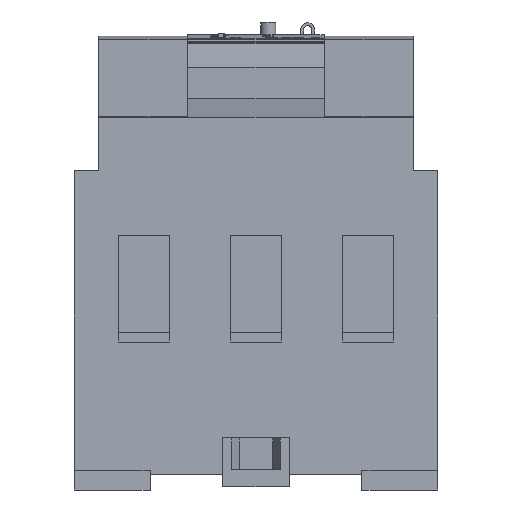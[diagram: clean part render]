
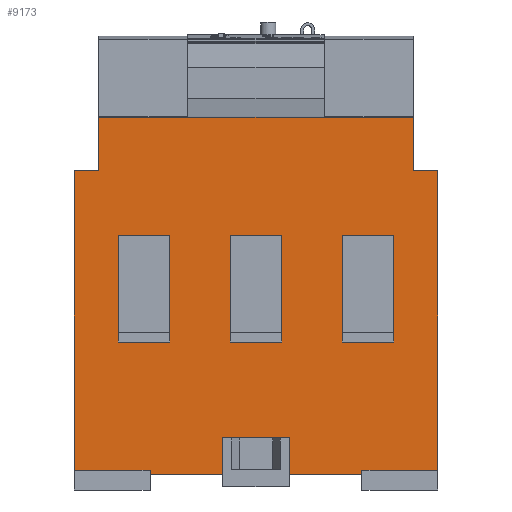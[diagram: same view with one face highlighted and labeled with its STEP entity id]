
A CAD part, front view. The second image highlights one B-rep face of the part: STEP entity #9173.
In plain terms, the highlighted planar face has unit normal (0, -1, 0).
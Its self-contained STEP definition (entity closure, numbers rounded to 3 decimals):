
#9173=ADVANCED_FACE('',(#24626,#24627,#24628,#24629),#24630,.F.);
#17221=VERTEX_POINT('',#32952);
#17223=VERTEX_POINT('',#32954);
#17225=EDGE_CURVE('',#17221,#17223,#32956,.T.);
#17253=VERTEX_POINT('',#32984);
#17255=EDGE_CURVE('',#17253,#17221,#32986,.T.);
#17305=VERTEX_POINT('',#33036);
#17307=EDGE_CURVE('',#17223,#17305,#33038,.T.);
#17319=VERTEX_POINT('',#33050);
#17321=EDGE_CURVE('',#17253,#17319,#33052,.T.);
#17507=VERTEX_POINT('',#33238);
#17511=EDGE_CURVE('',#17507,#17305,#33242,.T.);
#17781=VERTEX_POINT('',#33512);
#17785=VERTEX_POINT('',#33516);
#17787=EDGE_CURVE('',#17781,#17785,#33518,.T.);
#17861=VERTEX_POINT('',#33592);
#17865=VERTEX_POINT('',#33596);
#17867=EDGE_CURVE('',#17861,#17865,#33598,.T.);
#17929=VERTEX_POINT('',#33660);
#17931=EDGE_CURVE('',#17929,#17319,#33662,.T.);
#18393=VERTEX_POINT('',#34124);
#18395=VERTEX_POINT('',#34126);
#18397=EDGE_CURVE('',#18393,#18395,#34128,.T.);
#18427=VERTEX_POINT('',#34158);
#18429=EDGE_CURVE('',#18427,#18393,#34160,.T.);
#18563=VERTEX_POINT('',#34294);
#18565=EDGE_CURVE('',#18395,#18563,#34296,.T.);
#18607=EDGE_CURVE('',#18563,#18427,#34338,.T.);
#18679=VERTEX_POINT('',#34410);
#18681=VERTEX_POINT('',#34412);
#18683=EDGE_CURVE('',#18679,#18681,#34414,.T.);
#18713=VERTEX_POINT('',#34444);
#18715=EDGE_CURVE('',#18713,#18679,#34446,.T.);
#18849=VERTEX_POINT('',#34580);
#18851=EDGE_CURVE('',#18681,#18849,#34582,.T.);
#18893=EDGE_CURVE('',#18849,#18713,#34624,.T.);
#18965=VERTEX_POINT('',#34696);
#18967=VERTEX_POINT('',#34698);
#18969=EDGE_CURVE('',#18965,#18967,#34700,.T.);
#18999=VERTEX_POINT('',#34730);
#19001=EDGE_CURVE('',#18999,#18965,#34732,.T.);
#19135=VERTEX_POINT('',#34866);
#19137=EDGE_CURVE('',#18967,#19135,#34868,.T.);
#19179=EDGE_CURVE('',#19135,#18999,#34910,.T.);
#19317=VERTEX_POINT('',#35048);
#19321=EDGE_CURVE('',#17507,#19317,#35052,.T.);
#19327=EDGE_CURVE('',#19317,#17785,#35058,.T.);
#19333=VERTEX_POINT('',#35064);
#19335=EDGE_CURVE('',#19333,#17781,#35066,.T.);
#19337=VERTEX_POINT('',#35068);
#19339=EDGE_CURVE('',#19337,#19333,#35070,.T.);
#19341=VERTEX_POINT('',#35072);
#19343=EDGE_CURVE('',#19341,#19337,#35074,.T.);
#19345=VERTEX_POINT('',#35076);
#19347=EDGE_CURVE('',#19345,#19341,#35078,.T.);
#19349=EDGE_CURVE('',#17865,#19345,#35080,.T.);
#19351=EDGE_CURVE('',#17861,#17929,#35082,.T.);
#24626=FACE_OUTER_BOUND('',#40347,.T.);
#24627=FACE_BOUND('',#40348,.T.);
#24628=FACE_BOUND('',#40349,.T.);
#24629=FACE_BOUND('',#40350,.T.);
#24630=PLANE('',#40351);
#32952=CARTESIAN_POINT('',(49.001,26.0,17.2));
#32954=CARTESIAN_POINT('',(71.001,26.0,17.2));
#32956=LINE('',#53117,#53118);
#32984=CARTESIAN_POINT('',(49.001,26.0,5.0));
#32986=LINE('',#53163,#53164);
#33036=CARTESIAN_POINT('',(71.001,26.0,5.0));
#33038=LINE('',#53247,#53248);
#33050=CARTESIAN_POINT('',(25.001,26.0,5.0));
#33052=LINE('',#53271,#53272);
#33238=CARTESIAN_POINT('',(95.001,26.0,5.0));
#33242=LINE('',#53557,#53558);
#33512=CARTESIAN_POINT('',(120.001,26.0,105.5));
#33516=CARTESIAN_POINT('',(120.001,26.0,6.5));
#33518=LINE('',#53985,#53986);
#33592=CARTESIAN_POINT('',(0.001,26.0,6.5));
#33596=CARTESIAN_POINT('',(0.001,26.0,105.5));
#33598=LINE('',#54105,#54106);
#33660=CARTESIAN_POINT('',(25.001,26.0,6.5));
#33662=LINE('',#54203,#54204);
#34124=CARTESIAN_POINT('',(88.501,26.0,81.1));
#34126=CARTESIAN_POINT('',(88.501,26.0,84.1));
#34128=LINE('',#54938,#54939);
#34158=CARTESIAN_POINT('',(105.501,26.0,81.1));
#34160=LINE('',#54988,#54989);
#34294=CARTESIAN_POINT('',(105.501,26.0,84.1));
#34296=LINE('',#55210,#55211);
#34338=LINE('',#55281,#55282);
#34410=CARTESIAN_POINT('',(51.501,26.0,81.1));
#34412=CARTESIAN_POINT('',(51.501,26.0,84.1));
#34414=LINE('',#55401,#55402);
#34444=CARTESIAN_POINT('',(68.501,26.0,81.1));
#34446=LINE('',#55451,#55452);
#34580=CARTESIAN_POINT('',(68.501,26.0,84.1));
#34582=LINE('',#55673,#55674);
#34624=LINE('',#55744,#55745);
#34696=CARTESIAN_POINT('',(14.501,26.0,81.1));
#34698=CARTESIAN_POINT('',(14.501,26.0,84.1));
#34700=LINE('',#55864,#55865);
#34730=CARTESIAN_POINT('',(31.501,26.0,81.1));
#34732=LINE('',#55914,#55915);
#34866=CARTESIAN_POINT('',(31.501,26.0,84.1));
#34868=LINE('',#56136,#56137);
#34910=LINE('',#56207,#56208);
#35048=CARTESIAN_POINT('',(95.001,26.0,6.5));
#35052=LINE('',#56425,#56426);
#35058=LINE('',#56437,#56438);
#35064=CARTESIAN_POINT('',(112.001,26.0,105.5));
#35066=LINE('',#56451,#56452);
#35068=CARTESIAN_POINT('',(112.001,26.0,123.152));
#35070=LINE('',#56457,#56458);
#35072=CARTESIAN_POINT('',(8.001,26.0,123.152));
#35074=LINE('',#56463,#56464);
#35076=CARTESIAN_POINT('',(8.001,26.0,105.5));
#35078=LINE('',#56469,#56470);
#35080=LINE('',#56473,#56474);
#35082=LINE('',#56477,#56478);
#40347=EDGE_LOOP('',(#69539,#69540,#69541,#69542,#69543,#69544,#69545,#69546,#69547,#69548,#69549,#69550,#69551,#69552,#69553,#69554));
#40348=EDGE_LOOP('',(#69555,#69556,#69557,#69558));
#40349=EDGE_LOOP('',(#69559,#69560,#69561,#69562));
#40350=EDGE_LOOP('',(#69563,#69564,#69565,#69566));
#40351=AXIS2_PLACEMENT_3D('',#69567,#69568,#69569);
#53117=CARTESIAN_POINT('',(60.001,26.0,17.2));
#53118=VECTOR('',#75093,1.0);
#53163=CARTESIAN_POINT('',(49.001,26.0,39.907));
#53164=VECTOR('',#75101,1.0);
#53247=CARTESIAN_POINT('',(71.001,26.0,39.907));
#53248=VECTOR('',#75117,1.0);
#53271=CARTESIAN_POINT('',(120.001,26.0,5.0));
#53272=VECTOR('',#75122,1.0);
#53557=CARTESIAN_POINT('',(120.001,26.0,5.0));
#53558=VECTOR('',#75170,1.0);
#53985=CARTESIAN_POINT('',(120.001,26.0,105.5));
#53986=VECTOR('',#75266,1.0);
#54105=CARTESIAN_POINT('',(0.001,26.0,5.0));
#54106=VECTOR('',#75291,1.0);
#54203=CARTESIAN_POINT('',(25.001,26.0,36.982));
#54204=VECTOR('',#75308,1.0);
#54938=CARTESIAN_POINT('',(88.501,26.0,72.299));
#54939=VECTOR('',#75500,1.0);
#54988=CARTESIAN_POINT('',(74.251,26.0,81.1));
#54989=VECTOR('',#75509,1.0);
#55210=CARTESIAN_POINT('',(74.251,26.0,84.1));
#55211=VECTOR('',#75552,1.0);
#55281=CARTESIAN_POINT('',(105.501,26.0,72.299));
#55282=VECTOR('',#75574,1.0);
#55401=CARTESIAN_POINT('',(51.501,26.0,72.299));
#55402=VECTOR('',#75596,1.0);
#55451=CARTESIAN_POINT('',(55.751,26.0,81.1));
#55452=VECTOR('',#75605,1.0);
#55673=CARTESIAN_POINT('',(55.751,26.0,84.1));
#55674=VECTOR('',#75648,1.0);
#55744=CARTESIAN_POINT('',(68.501,26.0,72.299));
#55745=VECTOR('',#75670,1.0);
#55864=CARTESIAN_POINT('',(14.501,26.0,72.299));
#55865=VECTOR('',#75692,1.0);
#55914=CARTESIAN_POINT('',(37.251,26.0,81.1));
#55915=VECTOR('',#75701,1.0);
#56136=CARTESIAN_POINT('',(37.251,26.0,84.1));
#56137=VECTOR('',#75744,1.0);
#56207=CARTESIAN_POINT('',(31.501,26.0,72.299));
#56208=VECTOR('',#75766,1.0);
#56425=CARTESIAN_POINT('',(95.001,26.0,36.982));
#56426=VECTOR('',#75834,1.0);
#56437=CARTESIAN_POINT('',(83.751,26.0,6.5));
#56438=VECTOR('',#75837,1.0);
#56451=CARTESIAN_POINT('',(112.001,26.0,105.5));
#56452=VECTOR('',#75840,1.0);
#56457=CARTESIAN_POINT('',(112.001,26.0,138.511));
#56458=VECTOR('',#75841,1.0);
#56463=CARTESIAN_POINT('',(30.001,26.0,123.152));
#56464=VECTOR('',#75842,1.0);
#56469=CARTESIAN_POINT('',(8.001,26.0,105.5));
#56470=VECTOR('',#75843,1.0);
#56473=CARTESIAN_POINT('',(0.001,26.0,105.5));
#56474=VECTOR('',#75844,1.0);
#56477=CARTESIAN_POINT('',(36.251,26.0,6.5));
#56478=VECTOR('',#75845,1.0);
#69539=ORIENTED_EDGE('',*,*,#17307,.T.);
#69540=ORIENTED_EDGE('',*,*,#17511,.F.);
#69541=ORIENTED_EDGE('',*,*,#19321,.T.);
#69542=ORIENTED_EDGE('',*,*,#19327,.T.);
#69543=ORIENTED_EDGE('',*,*,#17787,.F.);
#69544=ORIENTED_EDGE('',*,*,#19335,.F.);
#69545=ORIENTED_EDGE('',*,*,#19339,.F.);
#69546=ORIENTED_EDGE('',*,*,#19343,.F.);
#69547=ORIENTED_EDGE('',*,*,#19347,.F.);
#69548=ORIENTED_EDGE('',*,*,#19349,.F.);
#69549=ORIENTED_EDGE('',*,*,#17867,.F.);
#69550=ORIENTED_EDGE('',*,*,#19351,.T.);
#69551=ORIENTED_EDGE('',*,*,#17931,.T.);
#69552=ORIENTED_EDGE('',*,*,#17321,.F.);
#69553=ORIENTED_EDGE('',*,*,#17255,.T.);
#69554=ORIENTED_EDGE('',*,*,#17225,.T.);
#69555=ORIENTED_EDGE('',*,*,#18429,.T.);
#69556=ORIENTED_EDGE('',*,*,#18397,.T.);
#69557=ORIENTED_EDGE('',*,*,#18565,.T.);
#69558=ORIENTED_EDGE('',*,*,#18607,.T.);
#69559=ORIENTED_EDGE('',*,*,#18715,.T.);
#69560=ORIENTED_EDGE('',*,*,#18683,.T.);
#69561=ORIENTED_EDGE('',*,*,#18851,.T.);
#69562=ORIENTED_EDGE('',*,*,#18893,.T.);
#69563=ORIENTED_EDGE('',*,*,#19001,.T.);
#69564=ORIENTED_EDGE('',*,*,#18969,.T.);
#69565=ORIENTED_EDGE('',*,*,#19137,.T.);
#69566=ORIENTED_EDGE('',*,*,#19179,.T.);
#69567=CARTESIAN_POINT('',(60.001,26.0,70.714));
#69568=DIRECTION('',(-0.0,1.0,0.0));
#69569=DIRECTION('',(1.0,0.0,0.0));
#75093=DIRECTION('',(1.0,0.0,0.0));
#75101=DIRECTION('',(0.0,0.0,1.0));
#75117=DIRECTION('',(0.0,0.0,-1.0));
#75122=DIRECTION('',(-1.0,0.0,0.0));
#75170=DIRECTION('',(-1.0,0.0,0.0));
#75266=DIRECTION('',(0.0,0.0,-1.0));
#75291=DIRECTION('',(0.0,0.0,1.0));
#75308=DIRECTION('',(0.0,0.0,-1.0));
#75500=DIRECTION('',(0.0,0.0,1.0));
#75509=DIRECTION('',(-1.0,0.0,0.0));
#75552=DIRECTION('',(1.0,0.0,0.0));
#75574=DIRECTION('',(0.0,0.0,-1.0));
#75596=DIRECTION('',(0.0,0.0,1.0));
#75605=DIRECTION('',(-1.0,0.0,0.0));
#75648=DIRECTION('',(1.0,0.0,0.0));
#75670=DIRECTION('',(0.0,0.0,-1.0));
#75692=DIRECTION('',(0.0,0.0,1.0));
#75701=DIRECTION('',(-1.0,0.0,0.0));
#75744=DIRECTION('',(1.0,0.0,0.0));
#75766=DIRECTION('',(0.0,0.0,-1.0));
#75834=DIRECTION('',(0.0,0.0,1.0));
#75837=DIRECTION('',(1.0,0.0,0.0));
#75840=DIRECTION('',(1.0,0.0,0.0));
#75841=DIRECTION('',(0.0,0.0,-1.0));
#75842=DIRECTION('',(1.0,0.0,0.0));
#75843=DIRECTION('',(0.0,0.0,1.0));
#75844=DIRECTION('',(1.0,0.0,0.0));
#75845=DIRECTION('',(1.0,0.0,0.0));
